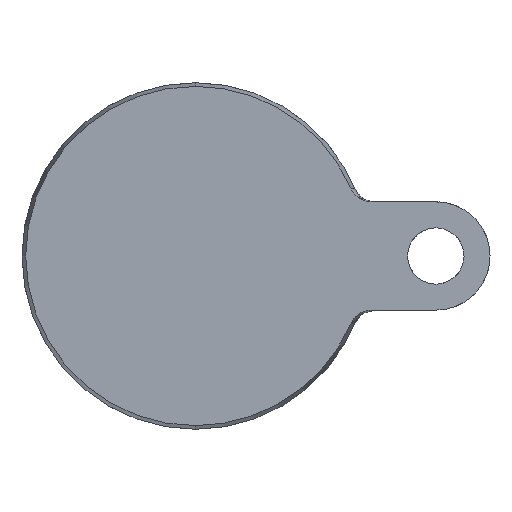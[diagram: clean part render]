
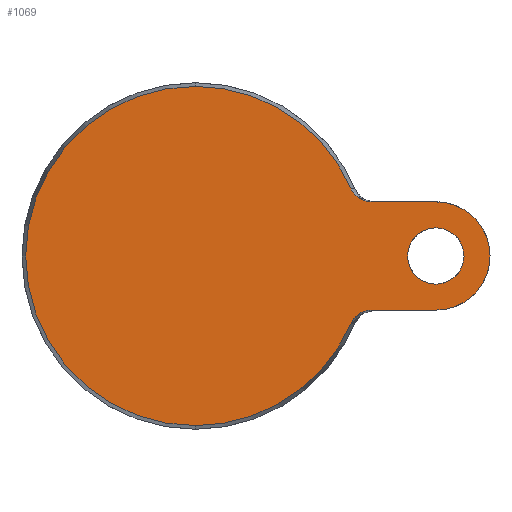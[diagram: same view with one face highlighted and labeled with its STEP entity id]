
A CAD part, front view. The second image highlights one B-rep face of the part: STEP entity #1069.
In plain terms, the highlighted planar face has unit normal (0, -1, 0).
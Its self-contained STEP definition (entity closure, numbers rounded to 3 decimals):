
#1 = CARTESIAN_POINT ( 'NONE',  ( 0., 0., 0. ) ) ;
#7 = DIRECTION ( 'NONE',  ( 0., 0., -1. ) ) ;
#10 = CARTESIAN_POINT ( 'NONE',  ( 0., 0., 0. ) ) ;
#14 = EDGE_CURVE ( 'NONE', #1340, #907, #1049, .T. ) ;
#25 = ORIENTED_EDGE ( 'NONE', *, *, #14, .T. ) ;
#28 = CARTESIAN_POINT ( 'NONE',  ( 36.124, 0., 15.081 ) ) ;
#45 = CARTESIAN_POINT ( 'NONE',  ( 38.891, 0., -12.781 ) ) ;
#58 = VERTEX_POINT ( 'NONE', #97 ) ;
#97 = CARTESIAN_POINT ( 'NONE',  ( 55.5, 0., 12.5 ) ) ;
#111 = AXIS2_PLACEMENT_3D ( 'NONE', #792, #1117, #887 ) ;
#130 = CIRCLE ( 'NONE', #665, 39.143 ) ;
#138 = CARTESIAN_POINT ( 'NONE',  ( 38.665, 0., 12.866 ) ) ;
#149 = CARTESIAN_POINT ( 'NONE',  ( 40.085, 0., -12.5 ) ) ;
#156 = ORIENTED_EDGE ( 'NONE', *, *, #604, .F. ) ;
#158 = CARTESIAN_POINT ( 'NONE',  ( 37.397, 0., -13.606 ) ) ;
#184 = LINE ( 'NONE', #602, #950 ) ;
#202 = VERTEX_POINT ( 'NONE', #271 ) ;
#225 = CARTESIAN_POINT ( 'NONE',  ( 39.603, 0., 12.57 ) ) ;
#229 = CARTESIAN_POINT ( 'NONE',  ( 40.579, 0., 12.5 ) ) ;
#247 = DIRECTION ( 'NONE',  ( 0., 0., 1. ) ) ;
#251 = CARTESIAN_POINT ( 'NONE',  ( 36.857, 0., -14.106 ) ) ;
#258 = CARTESIAN_POINT ( 'NONE',  ( 36.124, 0., -15.081 ) ) ;
#271 = CARTESIAN_POINT ( 'NONE',  ( 40.579, 0., -12.5 ) ) ;
#322 = CARTESIAN_POINT ( 'NONE',  ( 55.5, 0., -6.5 ) ) ;
#331 = CIRCLE ( 'NONE', #1132, 6.5 ) ;
#345 = DIRECTION ( 'NONE',  ( 0., -1., 0. ) ) ;
#346 = CARTESIAN_POINT ( 'NONE',  ( 40.085, 0., 12.5 ) ) ;
#350 = ORIENTED_EDGE ( 'NONE', *, *, #505, .T. ) ;
#353 = CARTESIAN_POINT ( 'NONE',  ( 35.928, 0., 15.535 ) ) ;
#366 = VERTEX_POINT ( 'NONE', #731 ) ;
#368 = DIRECTION ( 'NONE',  ( 0., 0., -1. ) ) ;
#374 = CARTESIAN_POINT ( 'NONE',  ( 38., 0., -13.192 ) ) ;
#385 = EDGE_CURVE ( 'NONE', #624, #202, #184, .T. ) ;
#404 = VERTEX_POINT ( 'NONE', #1035 ) ;
#434 = DIRECTION ( 'NONE',  ( 0., 1., 0. ) ) ;
#435 = ORIENTED_EDGE ( 'NONE', *, *, #1044, .T. ) ;
#437 = CARTESIAN_POINT ( 'NONE',  ( 38.897, 0., 12.778 ) ) ;
#443 = CARTESIAN_POINT ( 'NONE',  ( 38.008, 0., 13.187 ) ) ;
#456 = ORIENTED_EDGE ( 'NONE', *, *, #955, .T. ) ;
#464 = CARTESIAN_POINT ( 'NONE',  ( 37.591, 0., -13.458 ) ) ;
#478 = CARTESIAN_POINT ( 'NONE',  ( 39.592, 0., -12.572 ) ) ;
#480 = DIRECTION ( 'NONE',  ( 0., -1., 0. ) ) ;
#492 = CARTESIAN_POINT ( 'NONE',  ( 35.928, 0., -15.535 ) ) ;
#505 = EDGE_CURVE ( 'NONE', #916, #1340, #1259, .T. ) ;
#535 = B_SPLINE_CURVE_WITH_KNOTS ( 'NONE', 3,
 ( #1214, #258, #1111, #251, #577, #158, #464, #374, #986, #881, #45, #478, #149, #1200 ),
 .UNSPECIFIED., .F., .F.,
 ( 4, 2, 2, 2, 2, 2, 4 ),
 ( 0., 0.001, 0.002, 0.003, 0.004, 0.004, 0.006 ),
 .UNSPECIFIED. ) ;
#539 = DIRECTION ( 'NONE',  ( 0., 0., 1. ) ) ;
#558 = CARTESIAN_POINT ( 'NONE',  ( 37.032, 0., 13.927 ) ) ;
#569 = ORIENTED_EDGE ( 'NONE', *, *, #666, .T. ) ;
#571 = ORIENTED_EDGE ( 'NONE', *, *, #876, .T. ) ;
#573 = CARTESIAN_POINT ( 'NONE',  ( 0., 0., 0. ) ) ;
#577 = CARTESIAN_POINT ( 'NONE',  ( 37.031, 0., -13.929 ) ) ;
#584 = DIRECTION ( 'NONE',  ( 1., 0., 0. ) ) ;
#589 = EDGE_CURVE ( 'NONE', #907, #404, #130, .T. ) ;
#591 = CARTESIAN_POINT ( 'NONE',  ( 55.5, 0., 0. ) ) ;
#602 = CARTESIAN_POINT ( 'NONE',  ( 15., 0., -12.5 ) ) ;
#604 = EDGE_CURVE ( 'NONE', #916, #58, #995, .T. ) ;
#623 = AXIS2_PLACEMENT_3D ( 'NONE', #864, #434, #1292 ) ;
#624 = VERTEX_POINT ( 'NONE', #1115 ) ;
#629 = CARTESIAN_POINT ( 'NONE',  ( 35.928, 0., 15.535 ) ) ;
#630 = VERTEX_POINT ( 'NONE', #492 ) ;
#645 = CARTESIAN_POINT ( 'NONE',  ( 55.5, 0., 0. ) ) ;
#653 = CARTESIAN_POINT ( 'NONE',  ( 37.4, 0., 13.603 ) ) ;
#665 = AXIS2_PLACEMENT_3D ( 'NONE', #573, #480, #368 ) ;
#666 = EDGE_CURVE ( 'NONE', #366, #943, #331, .T. ) ;
#668 = CIRCLE ( 'NONE', #1356, 6.5 ) ;
#673 = FACE_OUTER_BOUND ( 'NONE', #1198, .T. ) ;
#675 = CARTESIAN_POINT ( 'NONE',  ( 15., 0., 12.5 ) ) ;
#677 = ORIENTED_EDGE ( 'NONE', *, *, #385, .F. ) ;
#689 = PLANE ( 'NONE',  #111 ) ;
#731 = CARTESIAN_POINT ( 'NONE',  ( 55.5, 0., 6.5 ) ) ;
#756 = ORIENTED_EDGE ( 'NONE', *, *, #1269, .F. ) ;
#764 = CARTESIAN_POINT ( 'NONE',  ( 37.598, 0., 13.453 ) ) ;
#774 = CIRCLE ( 'NONE', #1092, 39.143 ) ;
#792 = CARTESIAN_POINT ( 'NONE',  ( -39.143, 0., 0. ) ) ;
#858 = CARTESIAN_POINT ( 'NONE',  ( 0., 0., 39.143 ) ) ;
#863 = DIRECTION ( 'NONE',  ( 0., -1., 0. ) ) ;
#864 = CARTESIAN_POINT ( 'NONE',  ( 55.5, 0., 0. ) ) ;
#876 = EDGE_CURVE ( 'NONE', #404, #630, #774, .T. ) ;
#881 = CARTESIAN_POINT ( 'NONE',  ( 38.663, 0., -12.866 ) ) ;
#887 = DIRECTION ( 'NONE',  ( 0., 0., 1. ) ) ;
#907 = VERTEX_POINT ( 'NONE', #858 ) ;
#913 = AXIS2_PLACEMENT_3D ( 'NONE', #1, #863, #7 ) ;
#916 = VERTEX_POINT ( 'NONE', #229 ) ;
#943 = VERTEX_POINT ( 'NONE', #322 ) ;
#950 = VECTOR ( 'NONE', #1378, 1000. ) ;
#955 = EDGE_CURVE ( 'NONE', #943, #366, #668, .T. ) ;
#986 = CARTESIAN_POINT ( 'NONE',  ( 38.218, 0., -13.072 ) ) ;
#988 = CARTESIAN_POINT ( 'NONE',  ( 36.388, 0., 14.659 ) ) ;
#995 = LINE ( 'NONE', #675, #1090 ) ;
#1029 = CIRCLE ( 'NONE', #623, 12.5 ) ;
#1035 = CARTESIAN_POINT ( 'NONE',  ( 0., 0., -39.143 ) ) ;
#1044 = EDGE_CURVE ( 'NONE', #630, #202, #535, .T. ) ;
#1049 = CIRCLE ( 'NONE', #913, 39.143 ) ;
#1069 = ADVANCED_FACE ( 'NONE', ( #673, #1220 ), #689, .F. ) ;
#1074 = DIRECTION ( 'NONE',  ( 0., 1., 0. ) ) ;
#1085 = DIRECTION ( 'NONE',  ( 0., 0., -1. ) ) ;
#1090 = VECTOR ( 'NONE', #584, 1000. ) ;
#1092 = AXIS2_PLACEMENT_3D ( 'NONE', #10, #345, #1085 ) ;
#1111 = CARTESIAN_POINT ( 'NONE',  ( 36.381, 0., -14.668 ) ) ;
#1115 = CARTESIAN_POINT ( 'NONE',  ( 55.5, 0., -12.5 ) ) ;
#1117 = DIRECTION ( 'NONE',  ( 0., 1., 0. ) ) ;
#1132 = AXIS2_PLACEMENT_3D ( 'NONE', #591, #1341, #247 ) ;
#1163 = ORIENTED_EDGE ( 'NONE', *, *, #589, .T. ) ;
#1171 = CARTESIAN_POINT ( 'NONE',  ( 36.861, 0., 14.101 ) ) ;
#1181 = CARTESIAN_POINT ( 'NONE',  ( 40.579, 0., 12.5 ) ) ;
#1198 = EDGE_LOOP ( 'NONE', ( #156, #350, #25, #1163, #571, #435, #677, #756 ) ) ;
#1200 = CARTESIAN_POINT ( 'NONE',  ( 40.579, 0., -12.5 ) ) ;
#1214 = CARTESIAN_POINT ( 'NONE',  ( 35.928, 0., -15.535 ) ) ;
#1220 = FACE_BOUND ( 'NONE', #1338, .T. ) ;
#1259 = B_SPLINE_CURVE_WITH_KNOTS ( 'NONE', 3,
 ( #1181, #346, #225, #437, #138, #1281, #443, #764, #653, #558, #1171, #988, #28, #353 ),
 .UNSPECIFIED., .F., .F.,
 ( 4, 2, 2, 2, 2, 2, 4 ),
 ( 0., 0.001, 0.002, 0.003, 0.004, 0.004, 0.006 ),
 .UNSPECIFIED. ) ;
#1269 = EDGE_CURVE ( 'NONE', #58, #624, #1029, .T. ) ;
#1281 = CARTESIAN_POINT ( 'NONE',  ( 38.221, 0., 13.07 ) ) ;
#1292 = DIRECTION ( 'NONE',  ( 0., 0., -1. ) ) ;
#1338 = EDGE_LOOP ( 'NONE', ( #456, #569 ) ) ;
#1340 = VERTEX_POINT ( 'NONE', #629 ) ;
#1341 = DIRECTION ( 'NONE',  ( 0., 1., 0. ) ) ;
#1356 = AXIS2_PLACEMENT_3D ( 'NONE', #645, #1074, #539 ) ;
#1378 = DIRECTION ( 'NONE',  ( -1., 0., 0. ) ) ;
